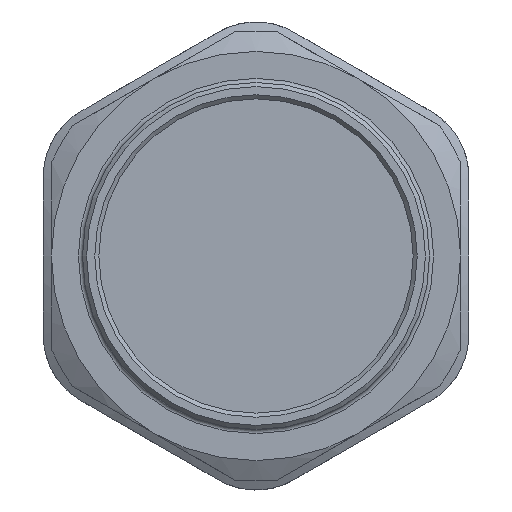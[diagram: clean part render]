
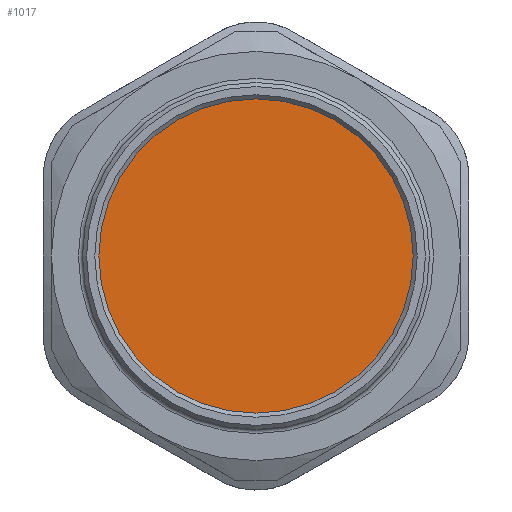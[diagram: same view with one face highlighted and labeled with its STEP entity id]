
A CAD part, front view. The second image highlights one B-rep face of the part: STEP entity #1017.
In plain terms, the highlighted planar face has unit normal (0, -1, 0).
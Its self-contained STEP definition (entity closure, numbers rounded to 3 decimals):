
#254=FACE_OUTER_BOUND('',#318,.T.);
#318=EDGE_LOOP('',(#694));
#389=CIRCLE('',#1105,19.2);
#447=VERTEX_POINT('',#1503);
#543=EDGE_CURVE('',#447,#447,#389,.T.);
#694=ORIENTED_EDGE('',*,*,#543,.F.);
#996=PLANE('',#1104);
#1017=ADVANCED_FACE('',(#254),#996,.F.);
#1104=AXIS2_PLACEMENT_3D('',#1502,#1226,#1227);
#1105=AXIS2_PLACEMENT_3D('',#1504,#1228,#1229);
#1226=DIRECTION('center_axis',(0.,1.,0.));
#1227=DIRECTION('ref_axis',(0.,0.,1.));
#1228=DIRECTION('center_axis',(0.,1.,0.));
#1229=DIRECTION('ref_axis',(-1.,0.,0.));
#1502=CARTESIAN_POINT('Origin',(122.826,-111.971,148.472));
#1503=CARTESIAN_POINT('',(142.026,-111.971,148.472));
#1504=CARTESIAN_POINT('Origin',(122.826,-111.971,148.472));
